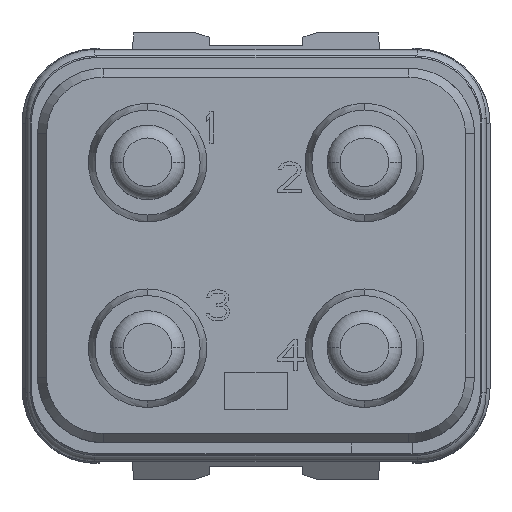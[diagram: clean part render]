
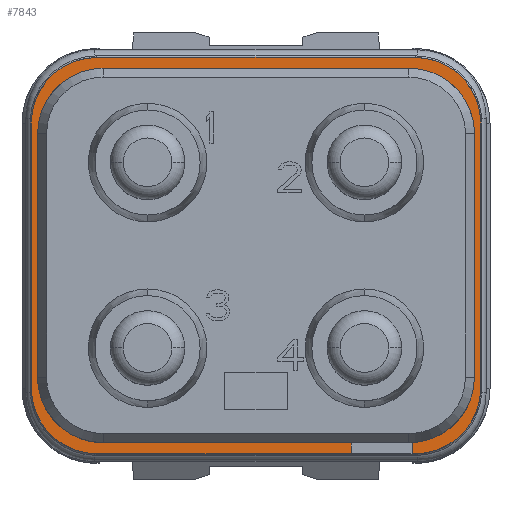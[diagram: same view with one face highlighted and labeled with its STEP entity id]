
A CAD part, top view. The second image highlights one B-rep face of the part: STEP entity #7843.
In plain terms, the highlighted planar face has unit normal (0, 0, 1).
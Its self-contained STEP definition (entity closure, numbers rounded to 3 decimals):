
#1=DIRECTION('',(-1.,0.,0.));
#2=VECTOR('',#1,0.1);
#3=CARTESIAN_POINT('',(5.1,-6.35,0.));
#4=LINE('',#3,#2);
#5=DIRECTION('',(0.,1.,0.));
#6=VECTOR('',#5,0.352);
#7=CARTESIAN_POINT('',(5.,-6.35,0.));
#8=LINE('',#7,#6);
#9=CARTESIAN_POINT('',(4.9,-3.9,0.));
#10=DIRECTION('',(0.,0.,1.));
#11=DIRECTION('',(0.048,-0.999,0.));
#12=AXIS2_PLACEMENT_3D('',#9,#10,#11);
#14=DIRECTION('',(0.,1.,0.));
#15=VECTOR('',#14,7.8);
#16=CARTESIAN_POINT('',(7.,-3.9,0.));
#17=LINE('',#16,#15);
#18=CARTESIAN_POINT('',(4.9,3.9,0.));
#19=DIRECTION('',(0.,0.,1.));
#20=DIRECTION('',(1.,0.,0.));
#21=AXIS2_PLACEMENT_3D('',#18,#19,#20);
#23=DIRECTION('',(-1.,0.,0.));
#24=VECTOR('',#23,9.8);
#25=CARTESIAN_POINT('',(4.9,6.,0.));
#26=LINE('',#25,#24);
#27=CARTESIAN_POINT('',(-4.9,3.9,0.));
#28=DIRECTION('',(0.,0.,1.));
#29=DIRECTION('',(0.,1.,0.));
#30=AXIS2_PLACEMENT_3D('',#27,#28,#29);
#32=DIRECTION('',(0.,-1.,0.));
#33=VECTOR('',#32,7.8);
#34=CARTESIAN_POINT('',(-7.,3.9,0.));
#35=LINE('',#34,#33);
#36=CARTESIAN_POINT('',(-4.9,-3.9,0.));
#37=DIRECTION('',(0.,0.,1.));
#38=DIRECTION('',(-1.,0.,0.));
#39=AXIS2_PLACEMENT_3D('',#36,#37,#38);
#41=DIRECTION('',(1.,0.,0.));
#42=VECTOR('',#41,7.95);
#43=CARTESIAN_POINT('',(-4.9,-6.,0.));
#44=LINE('',#43,#42);
#45=DIRECTION('',(0.,1.,0.));
#46=VECTOR('',#45,0.35);
#47=CARTESIAN_POINT('',(3.05,-6.35,0.));
#48=LINE('',#47,#46);
#49=DIRECTION('',(-1.,0.,0.));
#50=VECTOR('',#49,8.15);
#51=CARTESIAN_POINT('',(3.05,-6.35,0.));
#52=LINE('',#51,#50);
#53=DIRECTION('',(0.,1.,0.));
#54=VECTOR('',#53,8.5);
#55=CARTESIAN_POINT('',(-7.2,-4.25,0.));
#56=LINE('',#55,#54);
#57=DIRECTION('',(1.,0.,0.));
#58=VECTOR('',#57,10.2);
#59=CARTESIAN_POINT('',(-5.1,6.35,0.));
#60=LINE('',#59,#58);
#61=DIRECTION('',(0.,-1.,0.));
#62=VECTOR('',#61,8.5);
#63=CARTESIAN_POINT('',(7.2,4.25,0.));
#64=LINE('',#63,#62);
#145=CARTESIAN_POINT('',(5.1,-4.25,0.));
#146=DIRECTION('',(0.,0.,-1.));
#147=DIRECTION('',(1.,0.,0.));
#148=AXIS2_PLACEMENT_3D('',#145,#146,#147);
#218=CARTESIAN_POINT('',(5.1,4.25,0.));
#219=DIRECTION('',(0.,0.,-1.));
#220=DIRECTION('',(0.,1.,0.));
#221=AXIS2_PLACEMENT_3D('',#218,#219,#220);
#291=CARTESIAN_POINT('',(-5.1,4.25,0.));
#292=DIRECTION('',(0.,0.,-1.));
#293=DIRECTION('',(-1.,0.,0.));
#294=AXIS2_PLACEMENT_3D('',#291,#292,#293);
#364=CARTESIAN_POINT('',(-5.1,-4.25,0.));
#365=DIRECTION('',(0.,0.,-1.));
#366=DIRECTION('',(0.,-1.,0.));
#367=AXIS2_PLACEMENT_3D('',#364,#365,#366);
#6474=CARTESIAN_POINT('',(5.1,6.35,0.));
#6475=CARTESIAN_POINT('',(7.2,4.25,0.));
#6476=VERTEX_POINT('',#6474);
#6477=VERTEX_POINT('',#6475);
#6478=CARTESIAN_POINT('',(-7.2,4.25,0.));
#6479=CARTESIAN_POINT('',(-5.1,6.35,0.));
#6480=VERTEX_POINT('',#6478);
#6481=VERTEX_POINT('',#6479);
#6482=CARTESIAN_POINT('',(-5.1,-6.35,0.));
#6483=CARTESIAN_POINT('',(-7.2,-4.25,0.));
#6484=VERTEX_POINT('',#6482);
#6485=VERTEX_POINT('',#6483);
#6486=CARTESIAN_POINT('',(7.2,-4.25,0.));
#6487=CARTESIAN_POINT('',(5.1,-6.35,0.));
#6488=VERTEX_POINT('',#6486);
#6489=VERTEX_POINT('',#6487);
#6566=CARTESIAN_POINT('',(-7.,3.9,0.));
#6567=CARTESIAN_POINT('',(-7.,-3.9,0.));
#6568=VERTEX_POINT('',#6566);
#6569=VERTEX_POINT('',#6567);
#6570=CARTESIAN_POINT('',(-4.9,-6.,0.));
#6571=VERTEX_POINT('',#6570);
#6572=CARTESIAN_POINT('',(7.,-3.9,0.));
#6573=CARTESIAN_POINT('',(7.,3.9,0.));
#6574=VERTEX_POINT('',#6572);
#6575=VERTEX_POINT('',#6573);
#6576=CARTESIAN_POINT('',(4.9,6.,0.));
#6577=VERTEX_POINT('',#6576);
#6578=CARTESIAN_POINT('',(-4.9,6.,0.));
#6579=VERTEX_POINT('',#6578);
#6632=CARTESIAN_POINT('',(5.,-6.35,0.));
#6633=VERTEX_POINT('',#6632);
#6634=CARTESIAN_POINT('',(3.05,-6.35,0.));
#6635=VERTEX_POINT('',#6634);
#6636=CARTESIAN_POINT('',(3.05,-6.,0.));
#6637=VERTEX_POINT('',#6636);
#6642=CARTESIAN_POINT('',(5.,-5.998,0.));
#6643=VERTEX_POINT('',#6642);
#7798=CARTESIAN_POINT('',(0.,0.,0.));
#7799=DIRECTION('',(0.,0.,1.));
#7800=DIRECTION('',(1.,0.,0.));
#7801=AXIS2_PLACEMENT_3D('',#7798,#7799,#7800);
#7802=PLANE('',#7801);
#7804=ORIENTED_EDGE('',*,*,#7803,.T.);
#7806=ORIENTED_EDGE('',*,*,#7805,.T.);
#7808=ORIENTED_EDGE('',*,*,#7807,.T.);
#7810=ORIENTED_EDGE('',*,*,#7809,.T.);
#7812=ORIENTED_EDGE('',*,*,#7811,.T.);
#7814=ORIENTED_EDGE('',*,*,#7813,.T.);
#7816=ORIENTED_EDGE('',*,*,#7815,.T.);
#7818=ORIENTED_EDGE('',*,*,#7817,.T.);
#7820=ORIENTED_EDGE('',*,*,#7819,.T.);
#7822=ORIENTED_EDGE('',*,*,#7821,.T.);
#7824=ORIENTED_EDGE('',*,*,#7823,.F.);
#7826=ORIENTED_EDGE('',*,*,#7825,.T.);
#7828=ORIENTED_EDGE('',*,*,#7827,.T.);
#7830=ORIENTED_EDGE('',*,*,#7829,.T.);
#7832=ORIENTED_EDGE('',*,*,#7831,.T.);
#7834=ORIENTED_EDGE('',*,*,#7833,.T.);
#7836=ORIENTED_EDGE('',*,*,#7835,.T.);
#7838=ORIENTED_EDGE('',*,*,#7837,.T.);
#7840=ORIENTED_EDGE('',*,*,#7839,.T.);
#7841=EDGE_LOOP('',(#7804,#7806,#7808,#7810,#7812,#7814,#7816,#7818,#7820,#7822,
#7824,#7826,#7828,#7830,#7832,#7834,#7836,#7838,#7840));
#7842=FACE_OUTER_BOUND('',#7841,.F.);
#7843=ADVANCED_FACE('',(#7842),#7802,.T.);
#13=CIRCLE('',#12,2.1);
#22=CIRCLE('',#21,2.1);
#31=CIRCLE('',#30,2.1);
#40=CIRCLE('',#39,2.1);
#149=CIRCLE('',#148,2.1);
#222=CIRCLE('',#221,2.1);
#295=CIRCLE('',#294,2.1);
#368=CIRCLE('',#367,2.1);
#7803=EDGE_CURVE('',#6489,#6633,#4,.T.);
#7805=EDGE_CURVE('',#6633,#6643,#8,.T.);
#7807=EDGE_CURVE('',#6643,#6574,#13,.T.);
#7809=EDGE_CURVE('',#6574,#6575,#17,.T.);
#7811=EDGE_CURVE('',#6575,#6577,#22,.T.);
#7813=EDGE_CURVE('',#6577,#6579,#26,.T.);
#7815=EDGE_CURVE('',#6579,#6568,#31,.T.);
#7817=EDGE_CURVE('',#6568,#6569,#35,.T.);
#7819=EDGE_CURVE('',#6569,#6571,#40,.T.);
#7821=EDGE_CURVE('',#6571,#6637,#44,.T.);
#7823=EDGE_CURVE('',#6635,#6637,#48,.T.);
#7825=EDGE_CURVE('',#6635,#6484,#52,.T.);
#7827=EDGE_CURVE('',#6484,#6485,#368,.T.);
#7829=EDGE_CURVE('',#6485,#6480,#56,.T.);
#7831=EDGE_CURVE('',#6480,#6481,#295,.T.);
#7833=EDGE_CURVE('',#6481,#6476,#60,.T.);
#7835=EDGE_CURVE('',#6476,#6477,#222,.T.);
#7837=EDGE_CURVE('',#6477,#6488,#64,.T.);
#7839=EDGE_CURVE('',#6488,#6489,#149,.T.);
